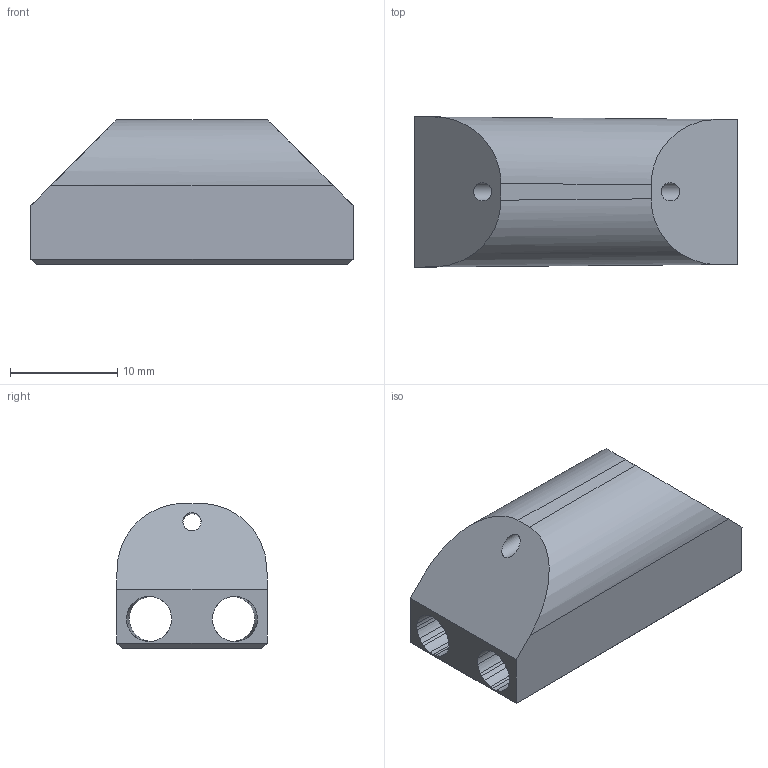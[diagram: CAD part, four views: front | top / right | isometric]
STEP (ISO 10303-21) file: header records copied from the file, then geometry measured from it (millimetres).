
FILE_DESCRIPTION(/* description */ (''),/* implementation_level */ '2;1');
FILE_NAME(/* name */ 'r3 v1.step',/* time_stamp */ '2024-07-28T17:08:03+05:30',/* author */ (''),/* organization */ (''),/* preprocessor_version */ 'ST-DEVELOPER v20',/* originating_system */ 'Autodesk Translation Framework v13.14.0.145',/* authorisation */ '');
FILE_SCHEMA (('AUTOMOTIVE_DESIGN { 1 0 10303 214 3 1 1 }'));
Length unit declared in the file: millimetre
Products named in the file (2): r3; r3-nd-cmp
Assembly tree (1 placements, depth 2):
  r3
    r3-nd-cmp
Bounding box: 30 x 14 x 13.5 mm (x, y, z)
Volume: 3530.3 mm3; surface area: 2435.9 mm2
Topology: 1 solids, 1 shells, 60 faces, 170 edges, 112 vertices
Faces by surface type: cylinder 48, plane 12
Full cylindrical faces by diameter (mm): 1.7 x1
Entity records: 2063 total; most frequent: DIRECTION 392, CARTESIAN_POINT 345, ORIENTED_EDGE 340, EDGE_CURVE 170, AXIS2_PLACEMENT_3D 159, VERTEX_POINT 112, ELLIPSE 96, LINE 74
